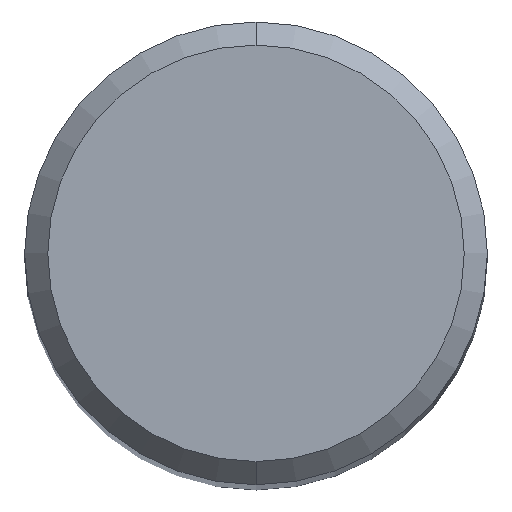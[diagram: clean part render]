
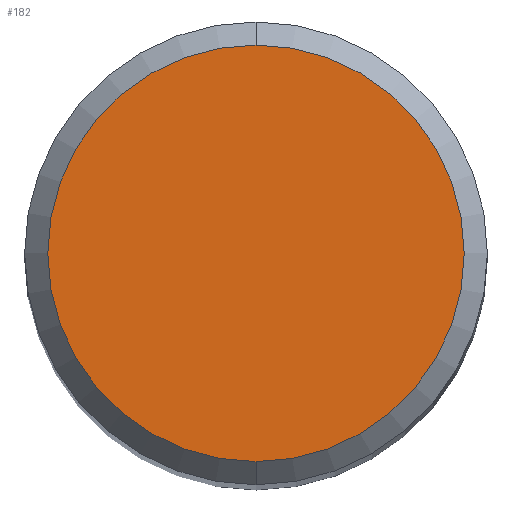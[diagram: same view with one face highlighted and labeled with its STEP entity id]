
A CAD part, top view. The second image highlights one B-rep face of the part: STEP entity #182.
In plain terms, the highlighted planar face has unit normal (0, 0, 1).
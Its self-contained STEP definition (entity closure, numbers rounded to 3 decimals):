
#98=EDGE_CURVE('',#178,#162,#222,.T.);
#116=EDGE_CURVE('',#162,#178,#243,.T.);
#162=VERTEX_POINT('',#293);
#178=VERTEX_POINT('',#312);
#182=ADVANCED_FACE('',(#316),#317,.T.);
#222=CIRCLE('',#353,3.6);
#243=CIRCLE('',#380,3.6);
#293=CARTESIAN_POINT('',(0.,-3.6,0.0));
#312=CARTESIAN_POINT('',(0.0,3.6,0.0));
#316=FACE_OUTER_BOUND('',#472,.T.);
#317=PLANE('',#473);
#353=AXIS2_PLACEMENT_3D('',#501,#502,#503);
#380=AXIS2_PLACEMENT_3D('',#536,#537,#538);
#472=EDGE_LOOP('',(#618,#619));
#473=AXIS2_PLACEMENT_3D('',#620,#621,#622);
#501=CARTESIAN_POINT('',(0.0,0.0,0.0));
#502=DIRECTION('',(0.0,0.0,-1.0));
#503=DIRECTION('',(0.0,1.0,0.0));
#536=CARTESIAN_POINT('',(0.0,0.0,0.0));
#537=DIRECTION('',(0.0,0.0,-1.0));
#538=DIRECTION('',(0.0,1.0,0.0));
#618=ORIENTED_EDGE('',*,*,#98,.F.);
#619=ORIENTED_EDGE('',*,*,#116,.F.);
#620=CARTESIAN_POINT('',(0.0,1.8,0.0));
#621=DIRECTION('',(-0.0,0.0,1.0));
#622=DIRECTION('',(0.0,-1.0,0.0));
